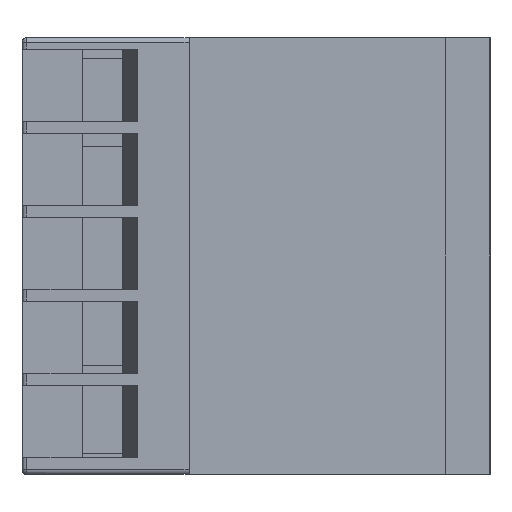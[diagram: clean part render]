
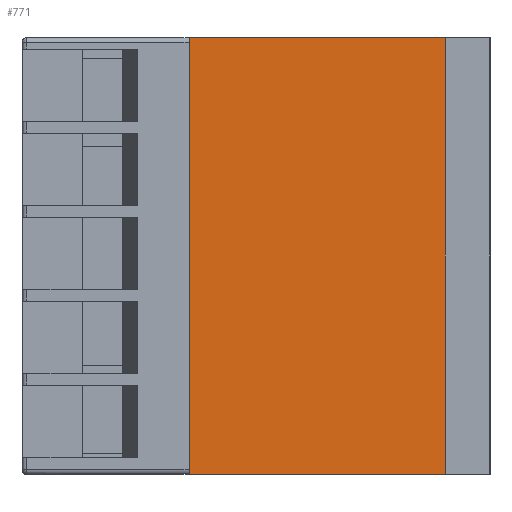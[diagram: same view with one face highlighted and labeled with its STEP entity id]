
A CAD part, left-side view. The second image highlights one B-rep face of the part: STEP entity #771.
In plain terms, the highlighted planar face has unit normal (-1, 0, 0).
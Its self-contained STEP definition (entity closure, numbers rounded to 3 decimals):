
#314 = DIRECTION ( 'NONE',  ( 0., 1., 0. ) ) ;
#442 = CARTESIAN_POINT ( 'NONE',  ( 745.472, 178.397, 49. ) ) ;
#562 = EDGE_CURVE ( 'NONE', #4479, #4947, #4580, .T. ) ;
#588 = LINE ( 'NONE', #2435, #1630 ) ;
#771 = ADVANCED_FACE ( 'NONE', ( #5042 ), #3814, .T. ) ;
#792 = ORIENTED_EDGE ( 'NONE', *, *, #2988, .T. ) ;
#1630 = VECTOR ( 'NONE', #2740, 1000. ) ;
#1923 = LINE ( 'NONE', #2438, #5760 ) ;
#2133 = VECTOR ( 'NONE', #314, 1000. ) ;
#2394 = CARTESIAN_POINT ( 'NONE',  ( 745.472, 168.938, 4. ) ) ;
#2428 = DIRECTION ( 'NONE',  ( 0., -1., 0. ) ) ;
#2435 = CARTESIAN_POINT ( 'NONE',  ( 745.472, 178.397, 49. ) ) ;
#2438 = CARTESIAN_POINT ( 'NONE',  ( 745.472, 151.997, 49. ) ) ;
#2740 = DIRECTION ( 'NONE',  ( 0., 0., -1. ) ) ;
#2965 = EDGE_CURVE ( 'NONE', #4479, #4663, #1923, .T. ) ;
#2988 = EDGE_CURVE ( 'NONE', #4457, #4663, #4210, .T. ) ;
#3022 = EDGE_CURVE ( 'NONE', #4947, #4457, #588, .T. ) ;
#3216 = CARTESIAN_POINT ( 'NONE',  ( 745.472, 151.997, 49. ) ) ;
#3332 = ORIENTED_EDGE ( 'NONE', *, *, #2965, .F. ) ;
#3373 = ORIENTED_EDGE ( 'NONE', *, *, #3022, .T. ) ;
#3518 = AXIS2_PLACEMENT_3D ( 'NONE', #3627, #3614, #3601 ) ;
#3601 = DIRECTION ( 'NONE',  ( 0., 0., 1. ) ) ;
#3614 = DIRECTION ( 'NONE',  ( -1., 0., 0. ) ) ;
#3627 = CARTESIAN_POINT ( 'NONE',  ( 745.472, 178.397, 49. ) ) ;
#3733 = EDGE_LOOP ( 'NONE', ( #4291, #3373, #792, #3332 ) ) ;
#3814 = PLANE ( 'NONE',  #3518 ) ;
#3820 = CARTESIAN_POINT ( 'NONE',  ( 745.472, 178.397, 49. ) ) ;
#3847 = CARTESIAN_POINT ( 'NONE',  ( 745.472, 178.397, 4. ) ) ;
#4210 = LINE ( 'NONE', #2394, #5482 ) ;
#4291 = ORIENTED_EDGE ( 'NONE', *, *, #562, .T. ) ;
#4457 = VERTEX_POINT ( 'NONE', #3847 ) ;
#4479 = VERTEX_POINT ( 'NONE', #3216 ) ;
#4580 = LINE ( 'NONE', #442, #2133 ) ;
#4663 = VERTEX_POINT ( 'NONE', #5676 ) ;
#4947 = VERTEX_POINT ( 'NONE', #3820 ) ;
#5042 = FACE_OUTER_BOUND ( 'NONE', #3733, .T. ) ;
#5482 = VECTOR ( 'NONE', #2428, 1000. ) ;
#5583 = DIRECTION ( 'NONE',  ( 0., 0., -1. ) ) ;
#5676 = CARTESIAN_POINT ( 'NONE',  ( 745.472, 151.997, 4. ) ) ;
#5760 = VECTOR ( 'NONE', #5583, 1000. ) ;
